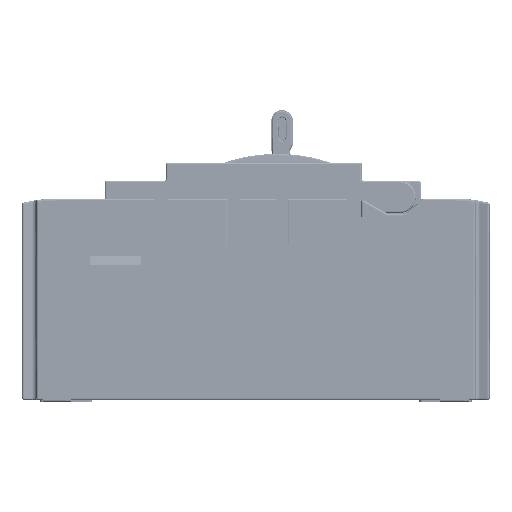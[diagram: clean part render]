
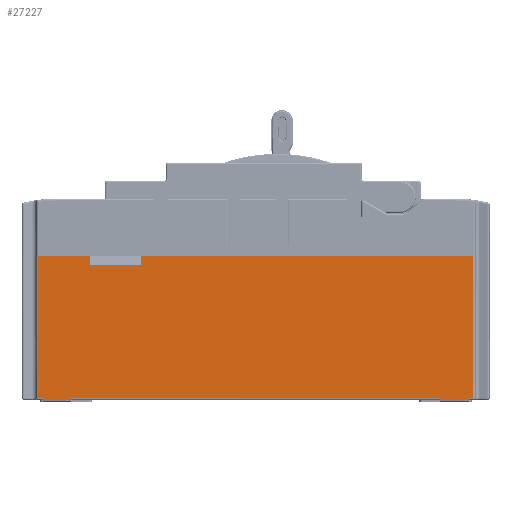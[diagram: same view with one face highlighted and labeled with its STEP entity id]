
A CAD part, left-side view. The second image highlights one B-rep face of the part: STEP entity #27227.
In plain terms, the highlighted planar face has unit normal (-1, 0, 0).
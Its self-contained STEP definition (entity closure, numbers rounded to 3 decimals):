
#4809 = DIRECTION ( 'NONE',  ( 0., 0., -1. ) ) ;
#5558 = DIRECTION ( 'NONE',  ( 0., 0., -1. ) ) ;
#6840 = CARTESIAN_POINT ( 'NONE',  ( 0., 65., 0.5 ) ) ;
#7811 = DIRECTION ( 'NONE',  ( 0., 0., 1. ) ) ;
#8707 = DIRECTION ( 'NONE',  ( 0., 0., 1. ) ) ;
#10963 = DIRECTION ( 'NONE',  ( 0., 0., 1. ) ) ;
#13802 = LINE ( 'NONE', #256244, #191908 ) ;
#15190 = DIRECTION ( 'NONE',  ( 0., 0., 1. ) ) ;
#15328 = LINE ( 'NONE', #280834, #253168 ) ;
#18760 = CARTESIAN_POINT ( 'NONE',  ( 0., 13.75, 0.5 ) ) ;
#19572 = CARTESIAN_POINT ( 'NONE',  ( 0., 65., 37.5 ) ) ;
#21548 = ORIENTED_EDGE ( 'NONE', *, *, #102164, .T. ) ;
#25203 = LINE ( 'NONE', #269076, #33256 ) ;
#27227 = ADVANCED_FACE ( 'NONE', ( #256789 ), #118394, .T. ) ;
#30434 = EDGE_CURVE ( 'NONE', #232555, #51840, #228864, .T. ) ;
#31181 = CARTESIAN_POINT ( 'NONE',  ( 0., 13.75, 0. ) ) ;
#31183 = LINE ( 'NONE', #191216, #141653 ) ;
#31234 = ORIENTED_EDGE ( 'NONE', *, *, #204678, .F. ) ;
#33256 = VECTOR ( 'NONE', #7811, 1000. ) ;
#41052 = VECTOR ( 'NONE', #163892, 1000. ) ;
#43277 = VECTOR ( 'NONE', #249086, 1000. ) ;
#46667 = VERTEX_POINT ( 'NONE', #96017 ) ;
#49205 = CARTESIAN_POINT ( 'NONE',  ( 0., 116.25, 0.5 ) ) ;
#51517 = DIRECTION ( 'NONE',  ( 0., 1., 0. ) ) ;
#51840 = VERTEX_POINT ( 'NONE', #18760 ) ;
#52255 = CARTESIAN_POINT ( 'NONE',  ( 0., 125.5, 40. ) ) ;
#52955 = VECTOR ( 'NONE', #64242, 1000. ) ;
#56612 = DIRECTION ( 'NONE',  ( 0., 0., -1. ) ) ;
#57478 = ORIENTED_EDGE ( 'NONE', *, *, #273111, .T. ) ;
#57684 = CARTESIAN_POINT ( 'NONE',  ( 0., 124.25, 0.5 ) ) ;
#58480 = DIRECTION ( 'NONE',  ( 0., 0., -1. ) ) ;
#59021 = DIRECTION ( 'NONE',  ( -1., 0., 0. ) ) ;
#59055 = VERTEX_POINT ( 'NONE', #52255 ) ;
#64242 = DIRECTION ( 'NONE',  ( 0., 1., 0. ) ) ;
#65317 = ORIENTED_EDGE ( 'NONE', *, *, #183056, .T. ) ;
#67968 = VERTEX_POINT ( 'NONE', #212507 ) ;
#71326 = VECTOR ( 'NONE', #56612, 1000. ) ;
#77881 = CARTESIAN_POINT ( 'NONE',  ( 0., 65., 0. ) ) ;
#81042 = VECTOR ( 'NONE', #51517, 1000. ) ;
#83802 = EDGE_CURVE ( 'NONE', #51840, #137671, #143811, .T. ) ;
#88092 = VERTEX_POINT ( 'NONE', #117580 ) ;
#88352 = ORIENTED_EDGE ( 'NONE', *, *, #201138, .T. ) ;
#89496 = CARTESIAN_POINT ( 'NONE',  ( 0., 116.25, 0. ) ) ;
#91746 = CARTESIAN_POINT ( 'NONE',  ( 0., 111., 40. ) ) ;
#91877 = B_SPLINE_CURVE_WITH_KNOTS ( 'NONE', 3,
 ( #232751, #229925, #123116, #143343 ),
 .UNSPECIFIED., .F., .F.,
 ( 4, 4 ),
 ( 0., 1. ),
 .UNSPECIFIED. ) ;
#94614 = CARTESIAN_POINT ( 'NONE',  ( 0., 115.833, 40. ) ) ;
#96017 = CARTESIAN_POINT ( 'NONE',  ( 0., 111., 40. ) ) ;
#101513 = EDGE_CURVE ( 'NONE', #232555, #194503, #246851, .T. ) ;
#101915 = DIRECTION ( 'NONE',  ( 0., 1., 0. ) ) ;
#102164 = EDGE_CURVE ( 'NONE', #284052, #275879, #282351, .T. ) ;
#104651 = VECTOR ( 'NONE', #5558, 1000. ) ;
#115492 = CARTESIAN_POINT ( 'NONE',  ( 0., 65., 0. ) ) ;
#116657 = ORIENTED_EDGE ( 'NONE', *, *, #83802, .F. ) ;
#117580 = CARTESIAN_POINT ( 'NONE',  ( 0., 4.5, 40. ) ) ;
#118394 = PLANE ( 'NONE',  #186914 ) ;
#122509 = VERTEX_POINT ( 'NONE', #145573 ) ;
#123116 = CARTESIAN_POINT ( 'NONE',  ( 0., 66.167, 40. ) ) ;
#123937 = VERTEX_POINT ( 'NONE', #57684 ) ;
#130907 = LINE ( 'NONE', #218882, #43277 ) ;
#136458 = VECTOR ( 'NONE', #225163, 1000. ) ;
#137474 = VERTEX_POINT ( 'NONE', #216646 ) ;
#137671 = VERTEX_POINT ( 'NONE', #49205 ) ;
#138310 = LINE ( 'NONE', #204627, #104651 ) ;
#140679 = ORIENTED_EDGE ( 'NONE', *, *, #140888, .T. ) ;
#140888 = EDGE_CURVE ( 'NONE', #67968, #123937, #130907, .T. ) ;
#141653 = VECTOR ( 'NONE', #15190, 1000. ) ;
#142990 = CARTESIAN_POINT ( 'NONE',  ( 0., 124.25, 0. ) ) ;
#143343 = CARTESIAN_POINT ( 'NONE',  ( 0., 97., 40. ) ) ;
#143811 = LINE ( 'NONE', #6840, #81042 ) ;
#145573 = CARTESIAN_POINT ( 'NONE',  ( 0., 111., 37.5 ) ) ;
#149481 = EDGE_CURVE ( 'NONE', #122509, #46667, #159651, .T. ) ;
#153284 = CARTESIAN_POINT ( 'NONE',  ( 0., 97., 37.5 ) ) ;
#156901 = EDGE_LOOP ( 'NONE', ( #247163, #88352, #163002, #204637, #249857, #57478, #65317, #140679, #175426, #21548, #184683, #116657, #168675, #203392, #31234, #231188 ) ) ;
#158420 = EDGE_CURVE ( 'NONE', #137474, #218224, #13802, .T. ) ;
#159090 = CARTESIAN_POINT ( 'NONE',  ( 0., 5.75, 0. ) ) ;
#159651 = LINE ( 'NONE', #251910, #41052 ) ;
#163002 = ORIENTED_EDGE ( 'NONE', *, *, #158420, .T. ) ;
#163892 = DIRECTION ( 'NONE',  ( 0., 0., 1. ) ) ;
#168675 = ORIENTED_EDGE ( 'NONE', *, *, #30434, .F. ) ;
#169601 = EDGE_CURVE ( 'NONE', #275879, #137671, #25203, .T. ) ;
#175426 = ORIENTED_EDGE ( 'NONE', *, *, #232664, .T. ) ;
#176602 = LINE ( 'NONE', #221280, #183998 ) ;
#181210 = CARTESIAN_POINT ( 'NONE',  ( 0., 125.5, 40. ) ) ;
#183056 = EDGE_CURVE ( 'NONE', #59055, #67968, #176602, .T. ) ;
#183998 = VECTOR ( 'NONE', #4809, 1000. ) ;
#184683 = ORIENTED_EDGE ( 'NONE', *, *, #169601, .T. ) ;
#186914 = AXIS2_PLACEMENT_3D ( 'NONE', #77881, #59021, #8707 ) ;
#191102 = CARTESIAN_POINT ( 'NONE',  ( 0., 4.5, 0.5 ) ) ;
#191216 = CARTESIAN_POINT ( 'NONE',  ( 0., 4.5, 0. ) ) ;
#191678 = EDGE_CURVE ( 'NONE', #284665, #88092, #31183, .T. ) ;
#191908 = VECTOR ( 'NONE', #58480, 1000. ) ;
#194503 = VERTEX_POINT ( 'NONE', #159090 ) ;
#201138 = EDGE_CURVE ( 'NONE', #88092, #137474, #91877, .T. ) ;
#203392 = ORIENTED_EDGE ( 'NONE', *, *, #101513, .T. ) ;
#204627 = CARTESIAN_POINT ( 'NONE',  ( 0., 124.25, 0. ) ) ;
#204637 = ORIENTED_EDGE ( 'NONE', *, *, #205239, .T. ) ;
#204678 = EDGE_CURVE ( 'NONE', #225928, #194503, #278848, .T. ) ;
#205239 = EDGE_CURVE ( 'NONE', #218224, #122509, #238895, .T. ) ;
#205657 = CARTESIAN_POINT ( 'NONE',  ( 0., 120.667, 40. ) ) ;
#210235 = CARTESIAN_POINT ( 'NONE',  ( 0., 65., 0. ) ) ;
#211517 = EDGE_CURVE ( 'NONE', #284665, #225928, #15328, .T. ) ;
#212507 = CARTESIAN_POINT ( 'NONE',  ( 0., 125.5, 0.5 ) ) ;
#214830 = VECTOR ( 'NONE', #233314, 1000. ) ;
#216646 = CARTESIAN_POINT ( 'NONE',  ( 0., 97., 40. ) ) ;
#218224 = VERTEX_POINT ( 'NONE', #153284 ) ;
#218882 = CARTESIAN_POINT ( 'NONE',  ( 0., 65., 0.5 ) ) ;
#221280 = CARTESIAN_POINT ( 'NONE',  ( 0., 125.5, 0. ) ) ;
#225163 = DIRECTION ( 'NONE',  ( 0., -1., 0. ) ) ;
#225586 = B_SPLINE_CURVE_WITH_KNOTS ( 'NONE', 3,
 ( #91746, #94614, #205657, #181210 ),
 .UNSPECIFIED., .F., .F.,
 ( 4, 4 ),
 ( 0., 1. ),
 .UNSPECIFIED. ) ;
#225928 = VERTEX_POINT ( 'NONE', #266151 ) ;
#228864 = LINE ( 'NONE', #31181, #254922 ) ;
#229925 = CARTESIAN_POINT ( 'NONE',  ( 0., 35.333, 40. ) ) ;
#231188 = ORIENTED_EDGE ( 'NONE', *, *, #211517, .F. ) ;
#232555 = VERTEX_POINT ( 'NONE', #239433 ) ;
#232664 = EDGE_CURVE ( 'NONE', #123937, #284052, #138310, .T. ) ;
#232751 = CARTESIAN_POINT ( 'NONE',  ( 0., 4.5, 40. ) ) ;
#233314 = DIRECTION ( 'NONE',  ( 0., -1., 0. ) ) ;
#238895 = LINE ( 'NONE', #19572, #52955 ) ;
#239433 = CARTESIAN_POINT ( 'NONE',  ( 0., 13.75, 0. ) ) ;
#246851 = LINE ( 'NONE', #115492, #136458 ) ;
#247163 = ORIENTED_EDGE ( 'NONE', *, *, #191678, .T. ) ;
#249086 = DIRECTION ( 'NONE',  ( 0., -1., 0. ) ) ;
#249857 = ORIENTED_EDGE ( 'NONE', *, *, #149481, .T. ) ;
#251910 = CARTESIAN_POINT ( 'NONE',  ( 0., 111., 0. ) ) ;
#252928 = CARTESIAN_POINT ( 'NONE',  ( 0., 5.75, 0. ) ) ;
#253168 = VECTOR ( 'NONE', #101915, 1000. ) ;
#254922 = VECTOR ( 'NONE', #10963, 1000. ) ;
#256244 = CARTESIAN_POINT ( 'NONE',  ( 0., 97., 0. ) ) ;
#256789 = FACE_OUTER_BOUND ( 'NONE', #156901, .T. ) ;
#266151 = CARTESIAN_POINT ( 'NONE',  ( 0., 5.75, 0.5 ) ) ;
#269076 = CARTESIAN_POINT ( 'NONE',  ( 0., 116.25, 0. ) ) ;
#273111 = EDGE_CURVE ( 'NONE', #46667, #59055, #225586, .T. ) ;
#275879 = VERTEX_POINT ( 'NONE', #89496 ) ;
#278848 = LINE ( 'NONE', #252928, #71326 ) ;
#280834 = CARTESIAN_POINT ( 'NONE',  ( 0., 65., 0.5 ) ) ;
#282351 = LINE ( 'NONE', #210235, #214830 ) ;
#284052 = VERTEX_POINT ( 'NONE', #142990 ) ;
#284665 = VERTEX_POINT ( 'NONE', #191102 ) ;
